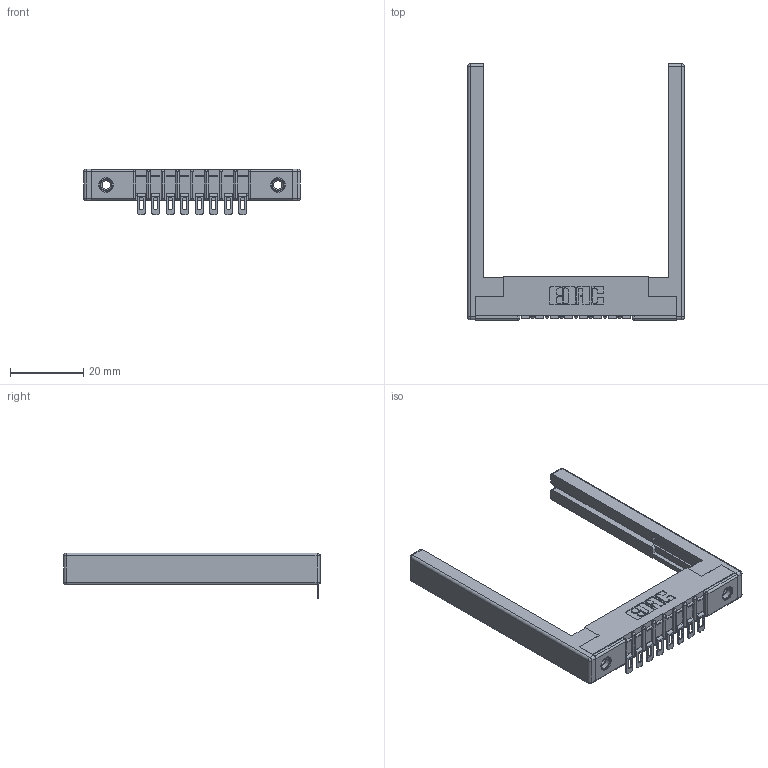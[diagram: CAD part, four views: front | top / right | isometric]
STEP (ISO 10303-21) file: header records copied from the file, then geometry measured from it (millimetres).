
FILE_DESCRIPTION (( 'STEP AP203' ), '1' );
FILE_NAME ('307-008-554-168.STEP', '2019-09-04T18:36:37', ( '' ), ( '' ), 'SwSTEP 2.0', 'SolidWorks 2016', '' );
FILE_SCHEMA (( 'CONFIG_CONTROL_DESIGN' ));
Length unit declared in the file: inch
Products named in the file (5): 307 Part_.156 Dia Mounting Holes; 307-290-002_554; 345-250-001_345-250-001-102; 307-220-068; 307-008-554-168
Assembly tree (13 placements, depth 2):
  307-008-554-168
    307 Part_.156 Dia Mounting Holes
    307-290-002_554  x8
    307-220-068  x2
    345-250-001_345-250-001-102  x2
Bounding box: 59.13 x 69.98 x 12.52 mm (x, y, z)
Volume: 8458.1 mm3; surface area: 10367.2 mm2
Topology: 13 solids, 13 shells, 929 faces, 2737 edges, 1778 vertices
Faces by surface type: plane 526, cylinder 361, sphere 26, cone 12, torus 4
Entity records: 14774 total; most frequent: CARTESIAN_POINT 2451, ORIENTED_EDGE 2430, DIRECTION 2421, EDGE_CURVE 1215, LINE 905, VECTOR 905, VERTEX_POINT 788, AXIS2_PLACEMENT_3D 758
